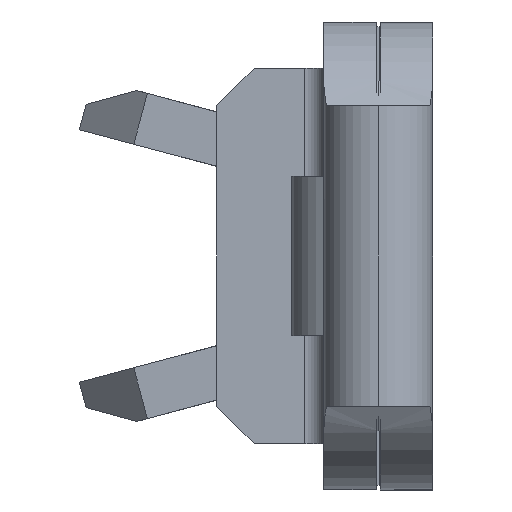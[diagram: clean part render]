
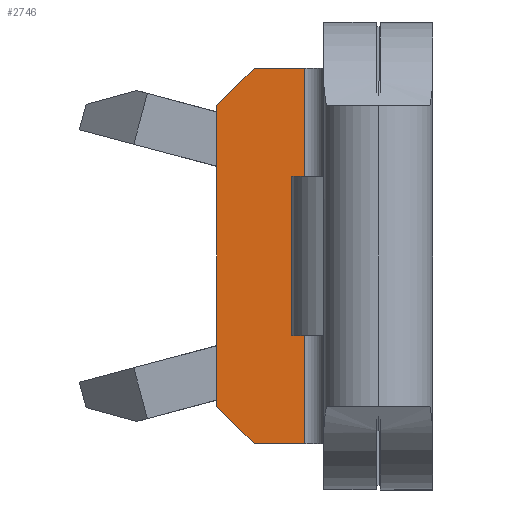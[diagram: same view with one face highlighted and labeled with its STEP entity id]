
A CAD part, left-side view. The second image highlights one B-rep face of the part: STEP entity #2746.
In plain terms, the highlighted planar face has unit normal (-1, 0, 0).
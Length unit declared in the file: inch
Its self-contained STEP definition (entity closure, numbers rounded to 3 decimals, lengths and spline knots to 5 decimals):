
#11 = VERTEX_POINT ( 'NONE', #1676 ) ;
#61 = CARTESIAN_POINT ( 'NONE',  ( 0.861, 0.086, -0.08 ) ) ;
#85 = CARTESIAN_POINT ( 'NONE',  ( 0.861, 0.066, -0.1 ) ) ;
#225 = VERTEX_POINT ( 'NONE', #4791 ) ;
#286 = EDGE_CURVE ( 'NONE', #3955, #4720, #1659, .T. ) ;
#339 = VECTOR ( 'NONE', #3519, 39.37008 ) ;
#480 = LINE ( 'NONE', #2676, #1648 ) ;
#496 = VECTOR ( 'NONE', #1901, 39.37008 ) ;
#601 = CARTESIAN_POINT ( 'NONE',  ( 0.861, 0.086, 0.1245 ) ) ;
#950 = DIRECTION ( 'NONE',  ( 0., 0., -1. ) ) ;
#1361 = EDGE_CURVE ( 'NONE', #4720, #3947, #2053, .T. ) ;
#1476 = CARTESIAN_POINT ( 'NONE',  ( 0.861, 0.086, 0.1 ) ) ;
#1648 = VECTOR ( 'NONE', #950, 39.37008 ) ;
#1659 = LINE ( 'NONE', #1476, #496 ) ;
#1676 = CARTESIAN_POINT ( 'NONE',  ( 0.861, 0.039, -0.1 ) ) ;
#1782 = LINE ( 'NONE', #85, #339 ) ;
#1901 = DIRECTION ( 'NONE',  ( 0., 1., 0. ) ) ;
#2053 = LINE ( 'NONE', #5302, #4160 ) ;
#2120 = CARTESIAN_POINT ( 'NONE',  ( 0.861, 0.086, 0.1245 ) ) ;
#2137 = DIRECTION ( 'NONE',  ( 1., 0., 0. ) ) ;
#2156 = EDGE_LOOP ( 'NONE', ( #3625, #4370, #2222, #5294, #4137, #5461 ) ) ;
#2222 = ORIENTED_EDGE ( 'NONE', *, *, #2456, .T. ) ;
#2360 = VERTEX_POINT ( 'NONE', #61 ) ;
#2373 = EDGE_CURVE ( 'NONE', #3955, #11, #480, .T. ) ;
#2396 = EDGE_CURVE ( 'NONE', #2360, #225, #1782, .T. ) ;
#2456 = EDGE_CURVE ( 'NONE', #3947, #2360, #3357, .T. ) ;
#2655 = DIRECTION ( 'NONE',  ( 0., -1., 0. ) ) ;
#2676 = CARTESIAN_POINT ( 'NONE',  ( 0.861, 0.039, 0.1245 ) ) ;
#2746 = ADVANCED_FACE ( 'NONE', ( #4280 ), #4659, .F. ) ;
#3169 = DIRECTION ( 'NONE',  ( 0., 0., -1. ) ) ;
#3221 = CARTESIAN_POINT ( 'NONE',  ( 0.861, 0.066, 0.1 ) ) ;
#3357 = LINE ( 'NONE', #601, #5473 ) ;
#3393 = CARTESIAN_POINT ( 'NONE',  ( 0.861, 0.086, 0.08 ) ) ;
#3519 = DIRECTION ( 'NONE',  ( 0., -0.707, -0.707 ) ) ;
#3612 = DIRECTION ( 'NONE',  ( 0., 0.707, -0.707 ) ) ;
#3625 = ORIENTED_EDGE ( 'NONE', *, *, #286, .T. ) ;
#3819 = CARTESIAN_POINT ( 'NONE',  ( 0.861, 0.039, 0.1 ) ) ;
#3867 = VECTOR ( 'NONE', #2655, 39.37008 ) ;
#3947 = VERTEX_POINT ( 'NONE', #3393 ) ;
#3955 = VERTEX_POINT ( 'NONE', #3819 ) ;
#4137 = ORIENTED_EDGE ( 'NONE', *, *, #4657, .T. ) ;
#4160 = VECTOR ( 'NONE', #3612, 39.37008 ) ;
#4280 = FACE_OUTER_BOUND ( 'NONE', #2156, .T. ) ;
#4332 = CARTESIAN_POINT ( 'NONE',  ( 0.861, 0.086, -0.1 ) ) ;
#4370 = ORIENTED_EDGE ( 'NONE', *, *, #1361, .T. ) ;
#4657 = EDGE_CURVE ( 'NONE', #225, #11, #4984, .T. ) ;
#4659 = PLANE ( 'NONE',  #4978 ) ;
#4720 = VERTEX_POINT ( 'NONE', #3221 ) ;
#4791 = CARTESIAN_POINT ( 'NONE',  ( 0.861, 0.066, -0.1 ) ) ;
#4978 = AXIS2_PLACEMENT_3D ( 'NONE', #2120, #2137, #5084 ) ;
#4984 = LINE ( 'NONE', #4332, #3867 ) ;
#5084 = DIRECTION ( 'NONE',  ( 0., 0., -1. ) ) ;
#5294 = ORIENTED_EDGE ( 'NONE', *, *, #2396, .T. ) ;
#5302 = CARTESIAN_POINT ( 'NONE',  ( 0.861, 0.066, 0.1 ) ) ;
#5461 = ORIENTED_EDGE ( 'NONE', *, *, #2373, .F. ) ;
#5473 = VECTOR ( 'NONE', #3169, 39.37008 ) ;
